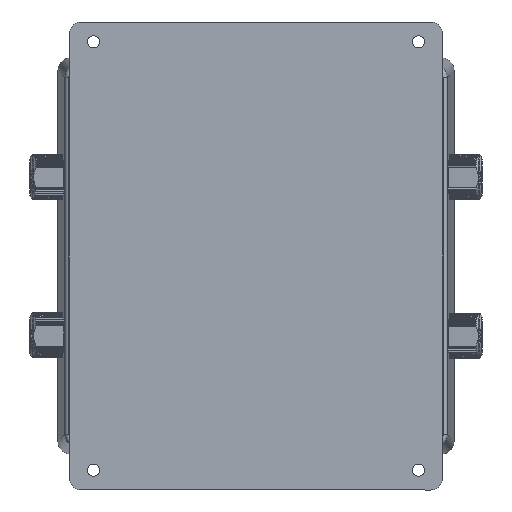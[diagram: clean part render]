
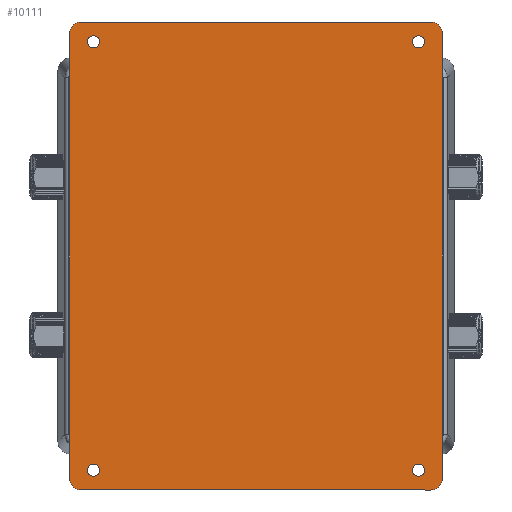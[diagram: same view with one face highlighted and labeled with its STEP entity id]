
A CAD part, front view. The second image highlights one B-rep face of the part: STEP entity #10111.
In plain terms, the highlighted planar face has unit normal (0, -1, 0).
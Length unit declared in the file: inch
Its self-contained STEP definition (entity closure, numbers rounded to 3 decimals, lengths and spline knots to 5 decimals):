
#373=PLANE('',#10984);
#1085=LINE('',#17019,#1903);
#1086=LINE('',#17023,#1904);
#1087=LINE('',#17027,#1905);
#1088=LINE('',#17030,#1906);
#1903=VECTOR('',#13114,39.37008);
#1904=VECTOR('',#13117,39.37008);
#1905=VECTOR('',#13120,39.37008);
#1906=VECTOR('',#13123,39.37008);
#2333=FACE_BOUND('',#3812,.T.);
#2334=FACE_BOUND('',#3813,.T.);
#2335=FACE_BOUND('',#3814,.T.);
#2336=FACE_BOUND('',#3815,.T.);
#2542=CIRCLE('',#10985,0.187);
#2543=CIRCLE('',#10986,0.187);
#2544=CIRCLE('',#10987,0.187);
#2545=CIRCLE('',#10988,0.187);
#2546=CIRCLE('',#10989,0.0965);
#2547=CIRCLE('',#10990,0.0965);
#2548=CIRCLE('',#10991,0.0965);
#2549=CIRCLE('',#10992,0.0965);
#3135=FACE_OUTER_BOUND('',#3811,.T.);
#3811=EDGE_LOOP('',(#8129,#8130,#8131,#8132,#8133,#8134,#8135,#8136));
#3812=EDGE_LOOP('',(#8137));
#3813=EDGE_LOOP('',(#8138));
#3814=EDGE_LOOP('',(#8139));
#3815=EDGE_LOOP('',(#8140));
#4706=VERTEX_POINT('',#17015);
#4707=VERTEX_POINT('',#17016);
#4708=VERTEX_POINT('',#17018);
#4709=VERTEX_POINT('',#17020);
#4710=VERTEX_POINT('',#17022);
#4711=VERTEX_POINT('',#17024);
#4712=VERTEX_POINT('',#17026);
#4713=VERTEX_POINT('',#17028);
#4714=VERTEX_POINT('',#17031);
#4715=VERTEX_POINT('',#17033);
#4716=VERTEX_POINT('',#17035);
#4717=VERTEX_POINT('',#17037);
#5912=EDGE_CURVE('',#4706,#4707,#2542,.T.);
#5913=EDGE_CURVE('',#4707,#4708,#1085,.T.);
#5914=EDGE_CURVE('',#4708,#4709,#2543,.T.);
#5915=EDGE_CURVE('',#4709,#4710,#1086,.T.);
#5916=EDGE_CURVE('',#4710,#4711,#2544,.T.);
#5917=EDGE_CURVE('',#4711,#4712,#1087,.T.);
#5918=EDGE_CURVE('',#4712,#4713,#2545,.T.);
#5919=EDGE_CURVE('',#4713,#4706,#1088,.T.);
#5920=EDGE_CURVE('',#4714,#4714,#2546,.T.);
#5921=EDGE_CURVE('',#4715,#4715,#2547,.T.);
#5922=EDGE_CURVE('',#4716,#4716,#2548,.T.);
#5923=EDGE_CURVE('',#4717,#4717,#2549,.T.);
#8129=ORIENTED_EDGE('',*,*,#5912,.T.);
#8130=ORIENTED_EDGE('',*,*,#5913,.T.);
#8131=ORIENTED_EDGE('',*,*,#5914,.T.);
#8132=ORIENTED_EDGE('',*,*,#5915,.T.);
#8133=ORIENTED_EDGE('',*,*,#5916,.T.);
#8134=ORIENTED_EDGE('',*,*,#5917,.T.);
#8135=ORIENTED_EDGE('',*,*,#5918,.T.);
#8136=ORIENTED_EDGE('',*,*,#5919,.T.);
#8137=ORIENTED_EDGE('',*,*,#5920,.F.);
#8138=ORIENTED_EDGE('',*,*,#5921,.F.);
#8139=ORIENTED_EDGE('',*,*,#5922,.F.);
#8140=ORIENTED_EDGE('',*,*,#5923,.F.);
#10111=ADVANCED_FACE('',(#3135,#2333,#2334,#2335,#2336),#373,.T.);
#10984=AXIS2_PLACEMENT_3D('',#17014,#13110,#13111);
#10985=AXIS2_PLACEMENT_3D('',#17017,#13112,#13113);
#10986=AXIS2_PLACEMENT_3D('',#17021,#13115,#13116);
#10987=AXIS2_PLACEMENT_3D('',#17025,#13118,#13119);
#10988=AXIS2_PLACEMENT_3D('',#17029,#13121,#13122);
#10989=AXIS2_PLACEMENT_3D('',#17032,#13124,#13125);
#10990=AXIS2_PLACEMENT_3D('',#17034,#13126,#13127);
#10991=AXIS2_PLACEMENT_3D('',#17036,#13128,#13129);
#10992=AXIS2_PLACEMENT_3D('',#17038,#13130,#13131);
#13110=DIRECTION('center_axis',(0.,-1.,0.));
#13111=DIRECTION('ref_axis',(0.,0.,-1.));
#13112=DIRECTION('center_axis',(0.,-1.,0.));
#13113=DIRECTION('ref_axis',(0.,0.,-1.));
#13114=DIRECTION('',(0.,0.,-1.));
#13115=DIRECTION('center_axis',(0.,-1.,0.));
#13116=DIRECTION('ref_axis',(0.,0.,-1.));
#13117=DIRECTION('',(1.,0.,0.));
#13118=DIRECTION('center_axis',(0.,-1.,0.));
#13119=DIRECTION('ref_axis',(0.,0.,-1.));
#13120=DIRECTION('',(0.,0.,1.));
#13121=DIRECTION('center_axis',(0.,-1.,0.));
#13122=DIRECTION('ref_axis',(0.,0.,-1.));
#13123=DIRECTION('',(-1.,0.,0.));
#13124=DIRECTION('center_axis',(0.,-1.,0.));
#13125=DIRECTION('ref_axis',(0.,0.,-1.));
#13126=DIRECTION('center_axis',(0.,-1.,0.));
#13127=DIRECTION('ref_axis',(0.,0.,-1.));
#13128=DIRECTION('center_axis',(0.,-1.,0.));
#13129=DIRECTION('ref_axis',(0.,0.,-1.));
#13130=DIRECTION('center_axis',(0.,-1.,0.));
#13131=DIRECTION('ref_axis',(0.,0.,-1.));
#17014=CARTESIAN_POINT('Origin',(-2.7505,-3.27898,3.5));
#17015=CARTESIAN_POINT('',(-2.7505,-3.27898,3.687));
#17016=CARTESIAN_POINT('',(-2.9375,-3.27898,3.5));
#17017=CARTESIAN_POINT('Origin',(-2.7505,-3.27898,3.5));
#17018=CARTESIAN_POINT('',(-2.9375,-3.27898,-3.5));
#17019=CARTESIAN_POINT('',(-2.9375,-3.27898,3.5));
#17020=CARTESIAN_POINT('',(-2.7505,-3.27898,-3.687));
#17021=CARTESIAN_POINT('Origin',(-2.7505,-3.27898,-3.5));
#17022=CARTESIAN_POINT('',(2.7505,-3.27898,-3.687));
#17023=CARTESIAN_POINT('',(-2.7505,-3.27898,-3.687));
#17024=CARTESIAN_POINT('',(2.9375,-3.27898,-3.5));
#17025=CARTESIAN_POINT('Origin',(2.7505,-3.27898,-3.5));
#17026=CARTESIAN_POINT('',(2.9375,-3.27898,3.5));
#17027=CARTESIAN_POINT('',(2.9375,-3.27898,3.5));
#17028=CARTESIAN_POINT('',(2.7505,-3.27898,3.687));
#17029=CARTESIAN_POINT('Origin',(2.7505,-3.27898,3.5));
#17030=CARTESIAN_POINT('',(-2.7505,-3.27898,3.687));
#17031=CARTESIAN_POINT('',(2.5625,-3.27898,-3.4715));
#17032=CARTESIAN_POINT('Origin',(2.5625,-3.27898,-3.375));
#17033=CARTESIAN_POINT('',(-2.5625,-3.27898,-3.4715));
#17034=CARTESIAN_POINT('Origin',(-2.5625,-3.27898,-3.375));
#17035=CARTESIAN_POINT('',(-2.5625,-3.27898,3.2785));
#17036=CARTESIAN_POINT('Origin',(-2.5625,-3.27898,3.375));
#17037=CARTESIAN_POINT('',(2.5625,-3.27898,3.2785));
#17038=CARTESIAN_POINT('Origin',(2.5625,-3.27898,3.375));
